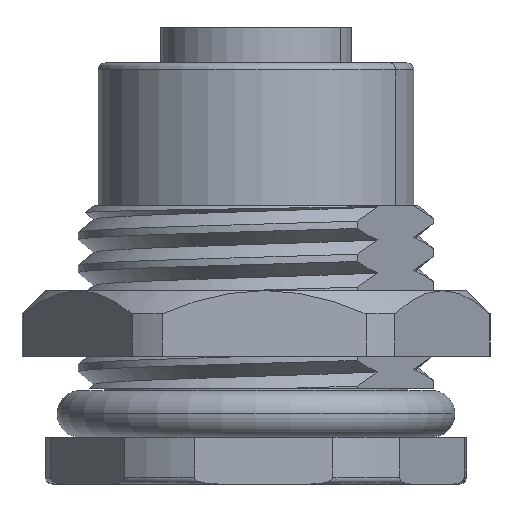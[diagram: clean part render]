
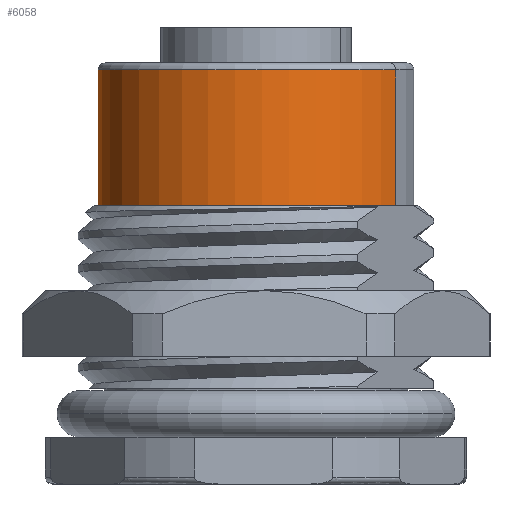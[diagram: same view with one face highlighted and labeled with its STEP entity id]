
A CAD part, front view. The second image highlights one B-rep face of the part: STEP entity #6058.
In plain terms, the highlighted cylindrical face has radius 6.75 mm (diameter 13.5 mm), a partial arc.
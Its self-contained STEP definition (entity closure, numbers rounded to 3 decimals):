
#70 = VERTEX_POINT ( 'NONE', #9205 ) ;
#397 = ORIENTED_EDGE ( 'NONE', *, *, #8082, .T. ) ;
#398 = ORIENTED_EDGE ( 'NONE', *, *, #10971, .T. ) ;
#399 = ORIENTED_EDGE ( 'NONE', *, *, #11122, .T. ) ;
#400 = ORIENTED_EDGE ( 'NONE', *, *, #10972, .F. ) ;
#1748 = CARTESIAN_POINT ( 'NONE',  ( 0., 0., 11.9 ) ) ;
#1749 = DIRECTION ( 'NONE',  ( 0., 0., 1. ) ) ;
#1750 = DIRECTION ( 'NONE',  ( 1., 0., 0. ) ) ;
#5217 = CARTESIAN_POINT ( 'NONE',  ( 6.75, 0., 17.7 ) ) ;
#5268 = CARTESIAN_POINT ( 'NONE',  ( -6.75, 0., 17.7 ) ) ;
#5295 = CARTESIAN_POINT ( 'NONE',  ( -6.75, 0., 11.9 ) ) ;
#6058 = ADVANCED_FACE ( 'NONE', ( #9280 ), #9271, .T. ) ;
#7428 = CARTESIAN_POINT ( 'NONE',  ( 0., 0., 17.7 ) ) ;
#7429 = DIRECTION ( 'NONE',  ( 0., 0., -1. ) ) ;
#7430 = DIRECTION ( 'NONE',  ( 1., 0., 0. ) ) ;
#7931 = CARTESIAN_POINT ( 'NONE',  ( 6.75, 0., 11.9 ) ) ;
#7932 = DIRECTION ( 'NONE',  ( 0., 0., 1. ) ) ;
#7933 = CARTESIAN_POINT ( 'NONE',  ( -6.75, 0., 11.9 ) ) ;
#7934 = DIRECTION ( 'NONE',  ( 0., 0., 1. ) ) ;
#8082 = EDGE_CURVE ( 'NONE', #13135, #13184, #9397, .T. ) ;
#8715 = CIRCLE ( 'NONE', #11104, 6.75 ) ;
#9083 = VECTOR ( 'NONE', #7934, 1000. ) ;
#9086 = VECTOR ( 'NONE', #7932, 1000. ) ;
#9087 = LINE ( 'NONE', #7933, #9083 ) ;
#9088 = LINE ( 'NONE', #7931, #9086 ) ;
#9205 = CARTESIAN_POINT ( 'NONE',  ( 6.75, 0., 11.9 ) ) ;
#9271 = CYLINDRICAL_SURFACE ( 'NONE', #10934, 6.75 ) ;
#9280 = FACE_OUTER_BOUND ( 'NONE', #12648, .T. ) ;
#9397 = CIRCLE ( 'NONE', #10863, 6.75 ) ;
#10184 = DIRECTION ( 'NONE',  ( 1., 0., 0. ) ) ;
#10187 = DIRECTION ( 'NONE',  ( 0., 0., 1. ) ) ;
#10188 = CARTESIAN_POINT ( 'NONE',  ( 0., 0., 11.9 ) ) ;
#10863 = AXIS2_PLACEMENT_3D ( 'NONE', #7428, #7429, #7430 ) ;
#10934 = AXIS2_PLACEMENT_3D ( 'NONE', #10188, #10187, #10184 ) ;
#10971 = EDGE_CURVE ( 'NONE', #70, #13135, #9088, .T. ) ;
#10972 = EDGE_CURVE ( 'NONE', #13209, #13184, #9087, .T. ) ;
#11104 = AXIS2_PLACEMENT_3D ( 'NONE', #1748, #1749, #1750 ) ;
#11122 = EDGE_CURVE ( 'NONE', #13209, #70, #8715, .T. ) ;
#12648 = EDGE_LOOP ( 'NONE', ( #400, #399, #398, #397 ) ) ;
#13135 = VERTEX_POINT ( 'NONE', #5217 ) ;
#13184 = VERTEX_POINT ( 'NONE', #5268 ) ;
#13209 = VERTEX_POINT ( 'NONE', #5295 ) ;
